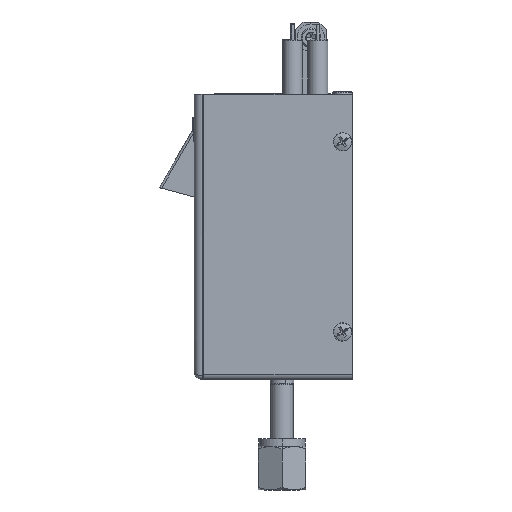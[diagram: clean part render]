
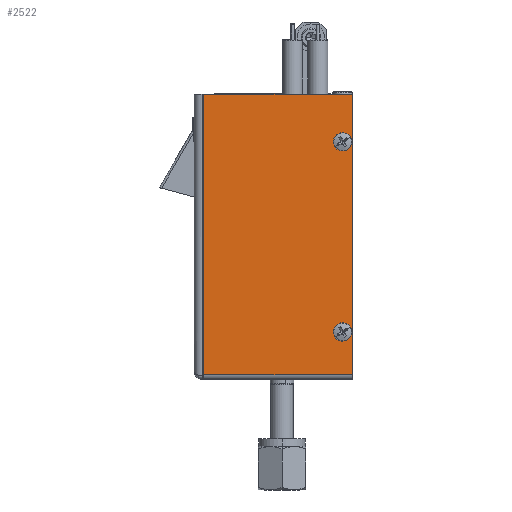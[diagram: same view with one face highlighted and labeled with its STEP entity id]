
A CAD part, left-side view. The second image highlights one B-rep face of the part: STEP entity #2522.
In plain terms, the highlighted planar face has unit normal (-1, 0, 0).
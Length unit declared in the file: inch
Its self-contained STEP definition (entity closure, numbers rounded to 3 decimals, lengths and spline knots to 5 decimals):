
#2458 = AXIS2_PLACEMENT_3D ( 'NONE', #31392, #31864, #29272 ) ;
#2522 = ADVANCED_FACE ( 'NONE', ( #30986, #37957, #28086 ), #23860, .T. ) ;
#4141 = CARTESIAN_POINT ( 'NONE',  ( -2.45342, 1.16711, -0.10135 ) ) ;
#4511 = CARTESIAN_POINT ( 'NONE',  ( -2.45342, 1.16711, -0.10135 ) ) ;
#5120 = LINE ( 'NONE', #24641, #22144 ) ;
#8424 = CIRCLE ( 'NONE', #34312, 0.086 ) ;
#9530 = EDGE_LOOP ( 'NONE', ( #28052, #18008, #37275, #26598 ) ) ;
#10156 = CARTESIAN_POINT ( 'NONE',  ( -2.45342, 1.16711, -4.52535 ) ) ;
#10252 = CIRCLE ( 'NONE', #2458, 0.086 ) ;
#12484 = DIRECTION ( 'NONE',  ( -1., 0., 0. ) ) ;
#14090 = CARTESIAN_POINT ( 'NONE',  ( -2.45342, 3.51711, -4.60135 ) ) ;
#14952 = AXIS2_PLACEMENT_3D ( 'NONE', #32332, #37650, #37362 ) ;
#16231 = VERTEX_POINT ( 'NONE', #18935 ) ;
#16517 = AXIS2_PLACEMENT_3D ( 'NONE', #30125, #30116, #29553 ) ;
#17764 = CARTESIAN_POINT ( 'NONE',  ( -2.45342, 1.32311, -3.85135 ) ) ;
#18008 = ORIENTED_EDGE ( 'NONE', *, *, #39108, .F. ) ;
#18684 = CARTESIAN_POINT ( 'NONE',  ( -2.45342, 1.32311, -3.76535 ) ) ;
#18935 = CARTESIAN_POINT ( 'NONE',  ( -2.45342, 1.32311, -3.93735 ) ) ;
#19022 = VERTEX_POINT ( 'NONE', #42355 ) ;
#19053 = ORIENTED_EDGE ( 'NONE', *, *, #31827, .F. ) ;
#19124 = VERTEX_POINT ( 'NONE', #28626 ) ;
#19223 = AXIS2_PLACEMENT_3D ( 'NONE', #28309, #28431, #28858 ) ;
#19321 = DIRECTION ( 'NONE',  ( 0., 1., 0. ) ) ;
#22144 = VECTOR ( 'NONE', #19321, 39.37008 ) ;
#23860 = PLANE ( 'NONE',  #16517 ) ;
#24641 = CARTESIAN_POINT ( 'NONE',  ( -2.45342, 1.16711, -4.52535 ) ) ;
#26598 = ORIENTED_EDGE ( 'NONE', *, *, #32737, .T. ) ;
#27514 = EDGE_CURVE ( 'NONE', #39758, #16231, #42479, .T. ) ;
#27589 = DIRECTION ( 'NONE',  ( 0., 0., 1. ) ) ;
#27783 = EDGE_CURVE ( 'NONE', #38021, #42229, #40661, .T. ) ;
#27862 = EDGE_LOOP ( 'NONE', ( #36464, #32670 ) ) ;
#28052 = ORIENTED_EDGE ( 'NONE', *, *, #32020, .F. ) ;
#28086 = FACE_OUTER_BOUND ( 'NONE', #9530, .T. ) ;
#28309 = CARTESIAN_POINT ( 'NONE',  ( -2.45342, 1.32311, -3.85135 ) ) ;
#28431 = DIRECTION ( 'NONE',  ( -1., 0., 0. ) ) ;
#28626 = CARTESIAN_POINT ( 'NONE',  ( -2.45342, 3.51711, -0.10135 ) ) ;
#28858 = DIRECTION ( 'NONE',  ( 0., 0., 1. ) ) ;
#29272 = DIRECTION ( 'NONE',  ( 0., 0., 1. ) ) ;
#29553 = DIRECTION ( 'NONE',  ( 0., 0., 1. ) ) ;
#29594 = CARTESIAN_POINT ( 'NONE',  ( -2.45342, 3.51711, -4.52535 ) ) ;
#30116 = DIRECTION ( 'NONE',  ( -1., 0., 0. ) ) ;
#30125 = CARTESIAN_POINT ( 'NONE',  ( -2.45342, 1.16711, -4.60135 ) ) ;
#30986 = FACE_BOUND ( 'NONE', #34915, .T. ) ;
#31392 = CARTESIAN_POINT ( 'NONE',  ( -2.45342, 1.32311, -0.85135 ) ) ;
#31827 = EDGE_CURVE ( 'NONE', #19022, #44287, #39057, .T. ) ;
#31864 = DIRECTION ( 'NONE',  ( -1., 0., 0. ) ) ;
#32020 = EDGE_CURVE ( 'NONE', #33356, #19124, #38596, .T. ) ;
#32332 = CARTESIAN_POINT ( 'NONE',  ( -2.45342, 1.32311, -0.85135 ) ) ;
#32670 = ORIENTED_EDGE ( 'NONE', *, *, #43344, .F. ) ;
#32737 = EDGE_CURVE ( 'NONE', #42229, #19124, #35062, .T. ) ;
#33356 = VERTEX_POINT ( 'NONE', #29594 ) ;
#34312 = AXIS2_PLACEMENT_3D ( 'NONE', #17764, #12484, #43047 ) ;
#34792 = CARTESIAN_POINT ( 'NONE',  ( -2.45342, 1.32311, -0.76535 ) ) ;
#34875 = VECTOR ( 'NONE', #44328, 39.37008 ) ;
#34915 = EDGE_LOOP ( 'NONE', ( #38679, #19053 ) ) ;
#35062 = LINE ( 'NONE', #4511, #34875 ) ;
#36464 = ORIENTED_EDGE ( 'NONE', *, *, #27514, .F. ) ;
#37275 = ORIENTED_EDGE ( 'NONE', *, *, #27783, .T. ) ;
#37362 = DIRECTION ( 'NONE',  ( 0., 0., 1. ) ) ;
#37650 = DIRECTION ( 'NONE',  ( -1., 0., 0. ) ) ;
#37957 = FACE_BOUND ( 'NONE', #27862, .T. ) ;
#38021 = VERTEX_POINT ( 'NONE', #10156 ) ;
#38348 = VECTOR ( 'NONE', #27589, 39.37008 ) ;
#38377 = EDGE_CURVE ( 'NONE', #44287, #19022, #10252, .T. ) ;
#38596 = LINE ( 'NONE', #14090, #38348 ) ;
#38679 = ORIENTED_EDGE ( 'NONE', *, *, #38377, .F. ) ;
#39057 = CIRCLE ( 'NONE', #14952, 0.086 ) ;
#39108 = EDGE_CURVE ( 'NONE', #38021, #33356, #5120, .T. ) ;
#39758 = VERTEX_POINT ( 'NONE', #18684 ) ;
#40561 = CARTESIAN_POINT ( 'NONE',  ( -2.45342, 1.16711, -4.60135 ) ) ;
#40624 = VECTOR ( 'NONE', #41021, 39.37008 ) ;
#40661 = LINE ( 'NONE', #40561, #40624 ) ;
#41021 = DIRECTION ( 'NONE',  ( 0., 0., 1. ) ) ;
#42229 = VERTEX_POINT ( 'NONE', #4141 ) ;
#42355 = CARTESIAN_POINT ( 'NONE',  ( -2.45342, 1.32311, -0.93735 ) ) ;
#42479 = CIRCLE ( 'NONE', #19223, 0.086 ) ;
#43047 = DIRECTION ( 'NONE',  ( 0., 0., 1. ) ) ;
#43344 = EDGE_CURVE ( 'NONE', #16231, #39758, #8424, .T. ) ;
#44287 = VERTEX_POINT ( 'NONE', #34792 ) ;
#44328 = DIRECTION ( 'NONE',  ( 0., 1., 0. ) ) ;
